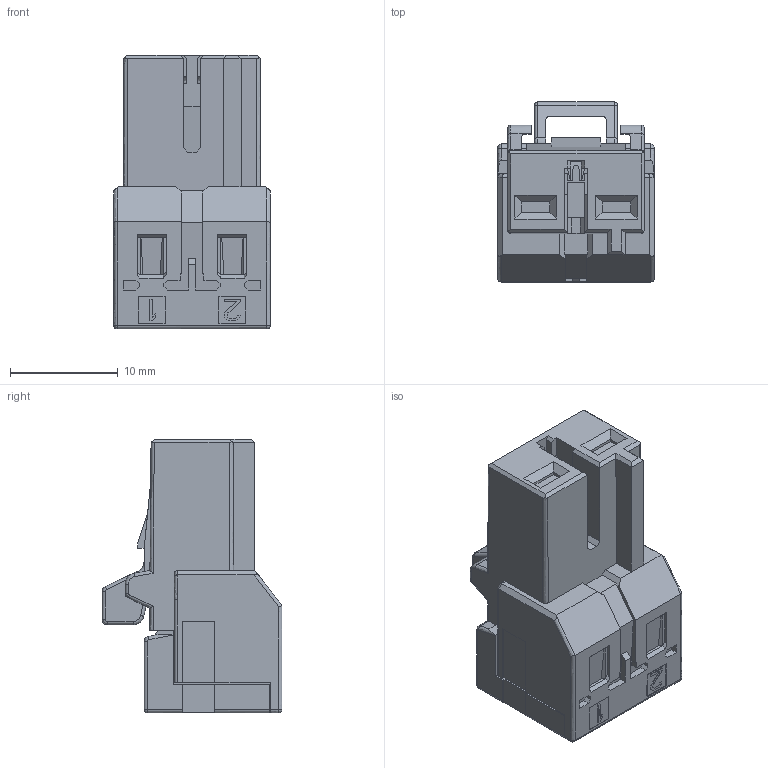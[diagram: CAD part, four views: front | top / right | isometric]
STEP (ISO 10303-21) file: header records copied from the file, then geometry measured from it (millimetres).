
FILE_DESCRIPTION( ('This file contains a STEP AP42 implementation' ,'as created by ZW3D STEP Interface translator.') ,'2;1' );
FILE_NAME( 'WJ9KS-7.5-02P-00A.stp' ,'24 829.10 829', (''), ('ZWCAD Software Co.'), 'Version 1.0', 'ZW3D to STEP translator', '' );
FILE_SCHEMA(('AUTOMOTIVE_DESIGN'));
Length unit declared in the file: millimetre
Products named in the file (1): 0
Bounding box: 14.5 x 16.69 x 25.4 mm (x, y, z)
Volume: 2983.3 mm3; surface area: 2818.7 mm2
Topology: 1 solids, 1 shells, 518 faces, 1424 edges, 916 vertices
Faces by surface type: bspline 518
Entity records: 16803 total; most frequent: CARTESIAN_POINT 7761, ORIENTED_EDGE 2844, EDGE_CURVE 1422, B_SPLINE_CURVE_WITH_KNOTS 1302, VERTEX_POINT 916, EDGE_LOOP 534, FACE_OUTER_BOUND 518, ADVANCED_FACE 518
